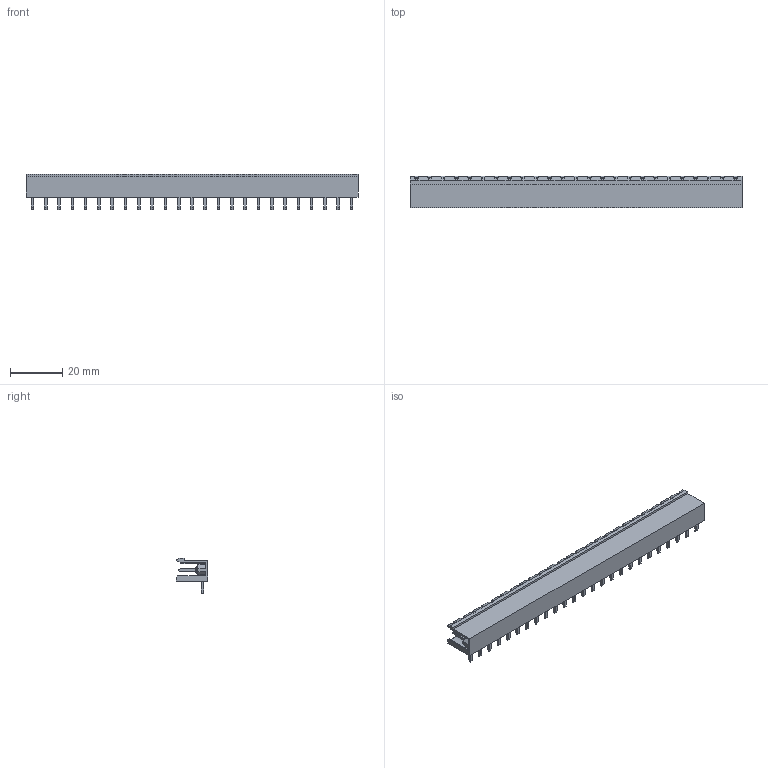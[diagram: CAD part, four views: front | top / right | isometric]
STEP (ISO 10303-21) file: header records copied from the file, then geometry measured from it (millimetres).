
FILE_DESCRIPTION (( 'STEP AP203' ), '1' );
FILE_NAME ('SOKETLI BASKILI DEVRE KLEMENSI - 5,08 MM EKREK 90 AÇIK - 25 LI.STEP', '2018-09-11T12:59:02', ( 'user' ), ( '' ), 'SwSTEP 2.0', 'SolidWorks 2016', '' );
FILE_SCHEMA (( 'CONFIG_CONTROL_DESIGN' ));
Length unit declared in the file: millimetre
Products named in the file (1): SOKETLI BASKILI DEVRE KLEMENSI - 5,08 MM EKREK 90 AÇIK - 25 LI
Bounding box: 126.89 x 12 x 13.6 mm (x, y, z)
Volume: 5889.4 mm3; surface area: 10560.4 mm2
Topology: 1 solids, 1 shells, 1269 faces, 3451 edges, 2284 vertices
Faces by surface type: plane 1019, cylinder 225, cone 25
Entity records: 39737 total; most frequent: CARTESIAN_POINT 7155, ORIENTED_EDGE 6902, DIRECTION 6466, EDGE_CURVE 3451, LINE 2876, VECTOR 2876, VERTEX_POINT 2284, AXIS2_PLACEMENT_3D 1795
